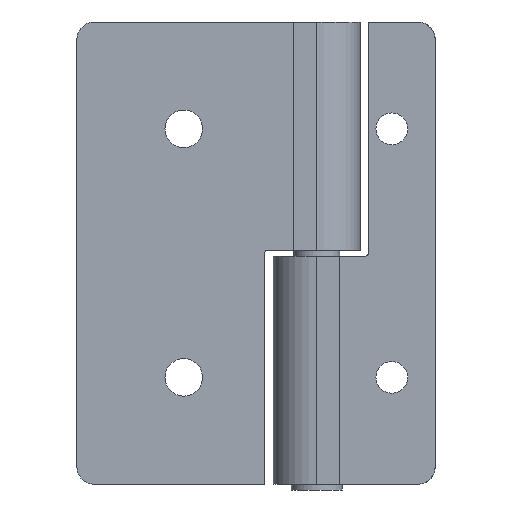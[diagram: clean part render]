
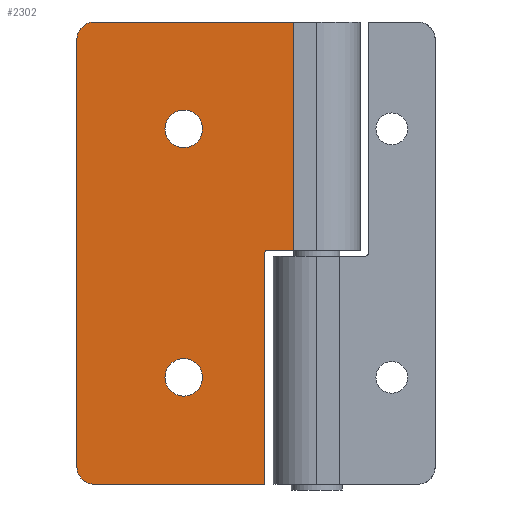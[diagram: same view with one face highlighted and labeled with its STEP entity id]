
A CAD part, front view. The second image highlights one B-rep face of the part: STEP entity #2302.
In plain terms, the highlighted planar face has unit normal (0, -1, 0).
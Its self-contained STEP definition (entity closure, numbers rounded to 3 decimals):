
#29 = DIRECTION ( 'NONE',  ( -1., 0., 0. ) ) ;
#59 = CARTESIAN_POINT ( 'NONE',  ( -9., -8.1, -40. ) ) ;
#79 = ORIENTED_EDGE ( 'NONE', *, *, #3111, .F. ) ;
#113 = CARTESIAN_POINT ( 'NONE',  ( -41.5, -8.1, 0.5 ) ) ;
#180 = AXIS2_PLACEMENT_3D ( 'NONE', #2159, #1796, #1434 ) ;
#266 = AXIS2_PLACEMENT_3D ( 'NONE', #3509, #3159, #2797 ) ;
#289 = CARTESIAN_POINT ( 'NONE',  ( -41.5, -8.1, 37. ) ) ;
#378 = VECTOR ( 'NONE', #1647, 1000. ) ;
#387 = DIRECTION ( 'NONE',  ( 0., 0., 1. ) ) ;
#400 = DIRECTION ( 'NONE',  ( 0., -1., 0. ) ) ;
#456 = AXIS2_PLACEMENT_3D ( 'NONE', #1978, #1266, #902 ) ;
#483 = LINE ( 'NONE', #113, #3471 ) ;
#516 = CARTESIAN_POINT ( 'NONE',  ( -8.5, -8.1, 0.5 ) ) ;
#523 = AXIS2_PLACEMENT_3D ( 'NONE', #2321, #1597, #1241 ) ;
#607 = CARTESIAN_POINT ( 'NONE',  ( -9., -8.1, 0. ) ) ;
#661 = EDGE_CURVE ( 'NONE', #2404, #1693, #1766, .T. ) ;
#695 = DIRECTION ( 'NONE',  ( -1., 0., 0. ) ) ;
#706 = ORIENTED_EDGE ( 'NONE', *, *, #2240, .T. ) ;
#736 = CIRCLE ( 'NONE', #456, 0.5 ) ;
#753 = CARTESIAN_POINT ( 'NONE',  ( -4., -8.1, 40. ) ) ;
#754 = VERTEX_POINT ( 'NONE', #3296 ) ;
#764 = CARTESIAN_POINT ( 'NONE',  ( -38.5, -8.1, 37. ) ) ;
#768 = ORIENTED_EDGE ( 'NONE', *, *, #2271, .T. ) ;
#775 = ORIENTED_EDGE ( 'NONE', *, *, #661, .T. ) ;
#793 = LINE ( 'NONE', #59, #2503 ) ;
#860 = VERTEX_POINT ( 'NONE', #289 ) ;
#898 = DIRECTION ( 'NONE',  ( -1., 0., 0. ) ) ;
#902 = DIRECTION ( 'NONE',  ( -1., 0., 0. ) ) ;
#906 = EDGE_CURVE ( 'NONE', #860, #2969, #483, .T. ) ;
#919 = VERTEX_POINT ( 'NONE', #2587 ) ;
#923 = VERTEX_POINT ( 'NONE', #2222 ) ;
#1040 = DIRECTION ( 'NONE',  ( -1., 0., 0. ) ) ;
#1060 = DIRECTION ( 'NONE',  ( 0., 1., 0. ) ) ;
#1069 = DIRECTION ( 'NONE',  ( 1., 0., 0. ) ) ;
#1093 = EDGE_LOOP ( 'NONE', ( #706, #2001 ) ) ;
#1096 = ORIENTED_EDGE ( 'NONE', *, *, #2400, .T. ) ;
#1119 = CARTESIAN_POINT ( 'NONE',  ( -23., -8.1, -18.25 ) ) ;
#1241 = DIRECTION ( 'NONE',  ( -1., 0., 0. ) ) ;
#1261 = DIRECTION ( 'NONE',  ( 0., 1., 0. ) ) ;
#1266 = DIRECTION ( 'NONE',  ( 0., 1., 0. ) ) ;
#1306 = AXIS2_PLACEMENT_3D ( 'NONE', #1416, #1060, #695 ) ;
#1322 = VERTEX_POINT ( 'NONE', #1584 ) ;
#1389 = EDGE_CURVE ( 'NONE', #1693, #2404, #3140, .T. ) ;
#1395 = DIRECTION ( 'NONE',  ( 0., 1., 0. ) ) ;
#1416 = CARTESIAN_POINT ( 'NONE',  ( -23., -8.1, -21.5 ) ) ;
#1420 = DIRECTION ( 'NONE',  ( -1., 0., 0. ) ) ;
#1424 = CARTESIAN_POINT ( 'NONE',  ( -4., -8.1, 0.5 ) ) ;
#1434 = DIRECTION ( 'NONE',  ( -1., 0., 0. ) ) ;
#1466 = EDGE_CURVE ( 'NONE', #754, #2828, #2607, .T. ) ;
#1478 = LINE ( 'NONE', #753, #3252 ) ;
#1543 = ORIENTED_EDGE ( 'NONE', *, *, #3371, .T. ) ;
#1584 = CARTESIAN_POINT ( 'NONE',  ( -38.5, -8.1, -40. ) ) ;
#1597 = DIRECTION ( 'NONE',  ( 0., 1., 0. ) ) ;
#1616 = CARTESIAN_POINT ( 'NONE',  ( 0., -8.1, 0. ) ) ;
#1636 = ORIENTED_EDGE ( 'NONE', *, *, #1389, .T. ) ;
#1647 = DIRECTION ( 'NONE',  ( -1., 0., 0. ) ) ;
#1675 = ORIENTED_EDGE ( 'NONE', *, *, #2006, .T. ) ;
#1693 = VERTEX_POINT ( 'NONE', #1119 ) ;
#1696 = EDGE_CURVE ( 'NONE', #923, #2043, #1478, .T. ) ;
#1719 = CARTESIAN_POINT ( 'NONE',  ( -4., -8.1, 40. ) ) ;
#1738 = CARTESIAN_POINT ( 'NONE',  ( -41.5, -8.1, -37. ) ) ;
#1752 = CARTESIAN_POINT ( 'NONE',  ( -23., -8.1, -21.5 ) ) ;
#1766 = CIRCLE ( 'NONE', #2190, 3.25 ) ;
#1782 = CARTESIAN_POINT ( 'NONE',  ( -41.5, -8.1, -40. ) ) ;
#1786 = LINE ( 'NONE', #1424, #2861 ) ;
#1796 = DIRECTION ( 'NONE',  ( 0., 1., 0. ) ) ;
#1819 = CIRCLE ( 'NONE', #266, 3. ) ;
#1864 = AXIS2_PLACEMENT_3D ( 'NONE', #764, #400, #29 ) ;
#1923 = VERTEX_POINT ( 'NONE', #516 ) ;
#1961 = EDGE_CURVE ( 'NONE', #919, #2722, #793, .T. ) ;
#1971 = PLANE ( 'NONE',  #3152 ) ;
#1978 = CARTESIAN_POINT ( 'NONE',  ( -8.5, -8.1, 0. ) ) ;
#2001 = ORIENTED_EDGE ( 'NONE', *, *, #1466, .T. ) ;
#2006 = EDGE_CURVE ( 'NONE', #2722, #1923, #736, .T. ) ;
#2011 = CARTESIAN_POINT ( 'NONE',  ( -41.5, -8.1, 40. ) ) ;
#2043 = VERTEX_POINT ( 'NONE', #1719 ) ;
#2064 = VECTOR ( 'NONE', #1420, 1000. ) ;
#2086 = CARTESIAN_POINT ( 'NONE',  ( -23., -8.1, -24.75 ) ) ;
#2088 = ORIENTED_EDGE ( 'NONE', *, *, #906, .T. ) ;
#2145 = LINE ( 'NONE', #1782, #2064 ) ;
#2159 = CARTESIAN_POINT ( 'NONE',  ( -23., -8.1, 21.5 ) ) ;
#2190 = AXIS2_PLACEMENT_3D ( 'NONE', #1752, #1395, #1040 ) ;
#2222 = CARTESIAN_POINT ( 'NONE',  ( -4., -8.1, 0.5 ) ) ;
#2240 = EDGE_CURVE ( 'NONE', #2828, #754, #3174, .T. ) ;
#2271 = EDGE_CURVE ( 'NONE', #1923, #923, #1786, .T. ) ;
#2302 = ADVANCED_FACE ( 'NONE', ( #2785, #2880, #2968 ), #1971, .F. ) ;
#2321 = CARTESIAN_POINT ( 'NONE',  ( -23., -8.1, 21.5 ) ) ;
#2365 = EDGE_LOOP ( 'NONE', ( #1543, #2598, #2088, #1096, #79, #2516, #1675, #768, #2700 ) ) ;
#2374 = LINE ( 'NONE', #2011, #378 ) ;
#2400 = EDGE_CURVE ( 'NONE', #2969, #1322, #1819, .T. ) ;
#2404 = VERTEX_POINT ( 'NONE', #2086 ) ;
#2503 = VECTOR ( 'NONE', #3229, 1000. ) ;
#2516 = ORIENTED_EDGE ( 'NONE', *, *, #1961, .T. ) ;
#2587 = CARTESIAN_POINT ( 'NONE',  ( -9., -8.1, -40. ) ) ;
#2598 = ORIENTED_EDGE ( 'NONE', *, *, #3045, .T. ) ;
#2607 = CIRCLE ( 'NONE', #180, 3.25 ) ;
#2637 = CARTESIAN_POINT ( 'NONE',  ( -23., -8.1, 24.75 ) ) ;
#2700 = ORIENTED_EDGE ( 'NONE', *, *, #1696, .T. ) ;
#2722 = VERTEX_POINT ( 'NONE', #607 ) ;
#2780 = VERTEX_POINT ( 'NONE', #3244 ) ;
#2785 = FACE_BOUND ( 'NONE', #1093, .T. ) ;
#2797 = DIRECTION ( 'NONE',  ( -1., 0., 0. ) ) ;
#2828 = VERTEX_POINT ( 'NONE', #2637 ) ;
#2851 = EDGE_LOOP ( 'NONE', ( #1636, #775 ) ) ;
#2861 = VECTOR ( 'NONE', #1069, 1000. ) ;
#2880 = FACE_BOUND ( 'NONE', #2851, .T. ) ;
#2968 = FACE_OUTER_BOUND ( 'NONE', #2365, .T. ) ;
#2969 = VERTEX_POINT ( 'NONE', #1738 ) ;
#3045 = EDGE_CURVE ( 'NONE', #2780, #860, #3192, .T. ) ;
#3111 = EDGE_CURVE ( 'NONE', #919, #1322, #2145, .T. ) ;
#3140 = CIRCLE ( 'NONE', #1306, 3.25 ) ;
#3152 = AXIS2_PLACEMENT_3D ( 'NONE', #1616, #1261, #898 ) ;
#3159 = DIRECTION ( 'NONE',  ( 0., -1., 0. ) ) ;
#3174 = CIRCLE ( 'NONE', #523, 3.25 ) ;
#3192 = CIRCLE ( 'NONE', #1864, 3. ) ;
#3229 = DIRECTION ( 'NONE',  ( 0., 0., 1. ) ) ;
#3244 = CARTESIAN_POINT ( 'NONE',  ( -38.5, -8.1, 40. ) ) ;
#3252 = VECTOR ( 'NONE', #387, 1000. ) ;
#3280 = DIRECTION ( 'NONE',  ( 0., 0., -1. ) ) ;
#3296 = CARTESIAN_POINT ( 'NONE',  ( -23., -8.1, 18.25 ) ) ;
#3371 = EDGE_CURVE ( 'NONE', #2043, #2780, #2374, .T. ) ;
#3471 = VECTOR ( 'NONE', #3280, 1000. ) ;
#3509 = CARTESIAN_POINT ( 'NONE',  ( -38.5, -8.1, -37. ) ) ;
